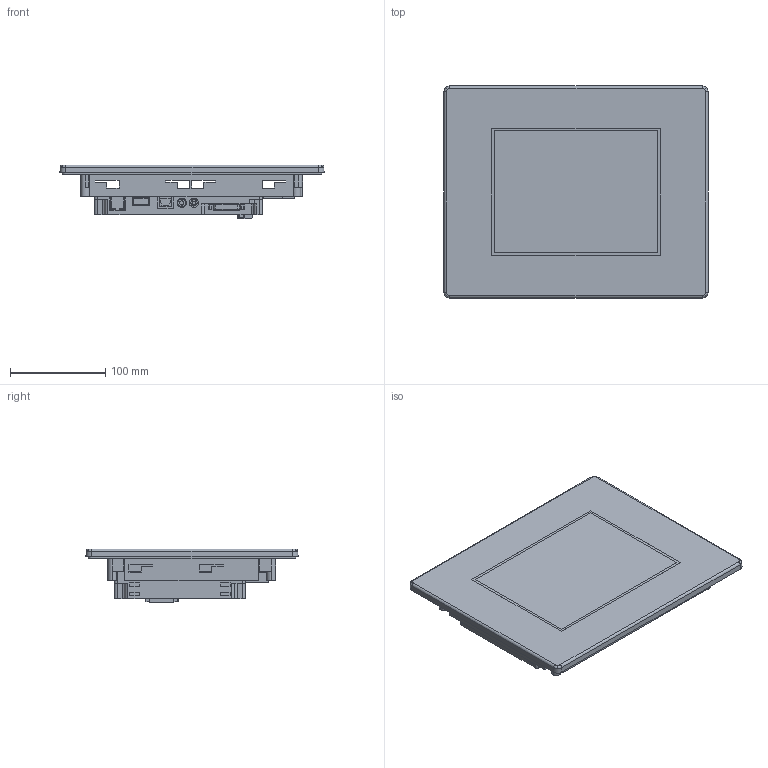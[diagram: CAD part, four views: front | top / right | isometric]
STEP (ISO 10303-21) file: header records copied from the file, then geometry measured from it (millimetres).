
FILE_DESCRIPTION (( 'STEP AP214' ), '1' );
FILE_NAME ('EA7-T8C.STEP', '2011-04-11T13:06:40', ( '.adc' ), ( '' ), 'SwSTEP 2.0', 'SolidWorks 2009', '' );
FILE_SCHEMA (( 'AUTOMOTIVE_DESIGN' ));
Length unit declared in the file: millimetre
Products named in the file (1): EA7-T8C
Bounding box: 276.7 x 222.2 x 56.35 mm (x, y, z)
Volume: 1727770.2 mm3; surface area: 264670.9 mm2
Topology: 1 solids, 2 shells, 565 faces, 1524 edges, 1000 vertices
Faces by surface type: plane 446, cylinder 101, bspline 12, torus 6
Entity records: 23673 total; most frequent: CARTESIAN_POINT 3530, ORIENTED_EDGE 3048, DIRECTION 2829, EDGE_CURVE 1524, VECTOR 1271, LINE 1271, VERTEX_POINT 1000, AXIS2_PLACEMENT_3D 779
